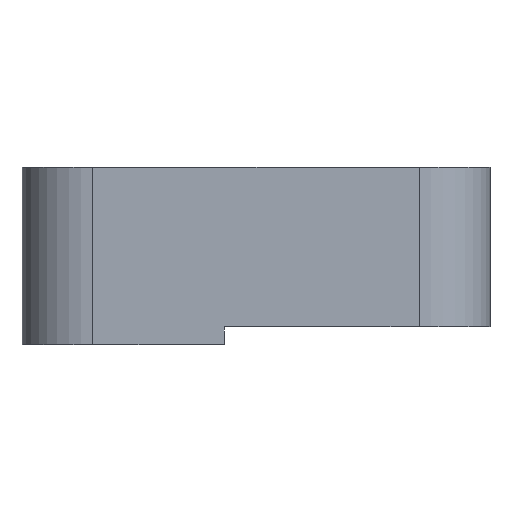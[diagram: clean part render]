
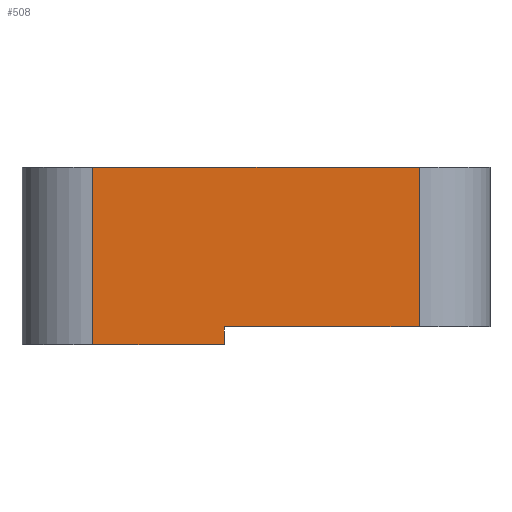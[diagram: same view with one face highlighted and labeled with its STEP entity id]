
A CAD part, left-side view. The second image highlights one B-rep face of the part: STEP entity #508.
In plain terms, the highlighted planar face has unit normal (-1, 0, 0).
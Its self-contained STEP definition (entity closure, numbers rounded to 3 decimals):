
#32=PLANE('',#578);
#58=FACE_OUTER_BOUND('',#87,.T.);
#87=EDGE_LOOP('',(#458,#459,#460,#461,#462,#463));
#97=LINE('',#758,#145);
#102=LINE('',#770,#150);
#122=LINE('',#830,#170);
#125=LINE('',#837,#173);
#136=LINE('',#873,#184);
#137=LINE('',#874,#185);
#145=VECTOR('',#607,10.);
#150=VECTOR('',#618,10.);
#170=VECTOR('',#674,10.);
#173=VECTOR('',#681,10.);
#184=VECTOR('',#724,10.);
#185=VECTOR('',#725,10.);
#220=VERTEX_POINT('',#755);
#221=VERTEX_POINT('',#757);
#225=VERTEX_POINT('',#769);
#246=VERTEX_POINT('',#826);
#249=VERTEX_POINT('',#836);
#258=VERTEX_POINT('',#872);
#270=EDGE_CURVE('',#220,#221,#97,.T.);
#276=EDGE_CURVE('',#221,#225,#102,.T.);
#307=EDGE_CURVE('',#225,#246,#122,.T.);
#310=EDGE_CURVE('',#249,#246,#125,.T.);
#328=EDGE_CURVE('',#258,#220,#136,.T.);
#329=EDGE_CURVE('',#258,#249,#137,.T.);
#458=ORIENTED_EDGE('',*,*,#270,.F.);
#459=ORIENTED_EDGE('',*,*,#328,.F.);
#460=ORIENTED_EDGE('',*,*,#329,.T.);
#461=ORIENTED_EDGE('',*,*,#310,.T.);
#462=ORIENTED_EDGE('',*,*,#307,.F.);
#463=ORIENTED_EDGE('',*,*,#276,.F.);
#508=ADVANCED_FACE('',(#58),#32,.T.);
#578=AXIS2_PLACEMENT_3D('',#871,#722,#723);
#607=DIRECTION('',(0.,0.,1.));
#618=DIRECTION('',(0.,-1.,0.));
#674=DIRECTION('',(0.,0.,-1.));
#681=DIRECTION('',(0.,-1.,0.));
#722=DIRECTION('center_axis',(-1.,0.,0.));
#723=DIRECTION('ref_axis',(0.,-1.,0.));
#724=DIRECTION('',(0.,1.,0.));
#725=DIRECTION('',(0.,0.,1.));
#755=CARTESIAN_POINT('',(-36.478,1.708,-5.));
#757=CARTESIAN_POINT('',(-36.478,1.708,5.));
#758=CARTESIAN_POINT('',(-36.478,1.708,0.));
#769=CARTESIAN_POINT('',(-36.478,-16.708,5.));
#770=CARTESIAN_POINT('',(-36.478,7.208,5.));
#826=CARTESIAN_POINT('',(-36.478,-16.708,-4.));
#830=CARTESIAN_POINT('',(-36.478,-16.708,0.25));
#836=CARTESIAN_POINT('',(-36.478,-5.708,-4.));
#837=CARTESIAN_POINT('',(-36.478,-5.708,-4.));
#871=CARTESIAN_POINT('Origin',(-36.478,7.208,0.));
#872=CARTESIAN_POINT('',(-36.478,-5.708,-5.));
#873=CARTESIAN_POINT('',(-36.478,7.208,-5.));
#874=CARTESIAN_POINT('',(-36.478,-5.708,0.));
